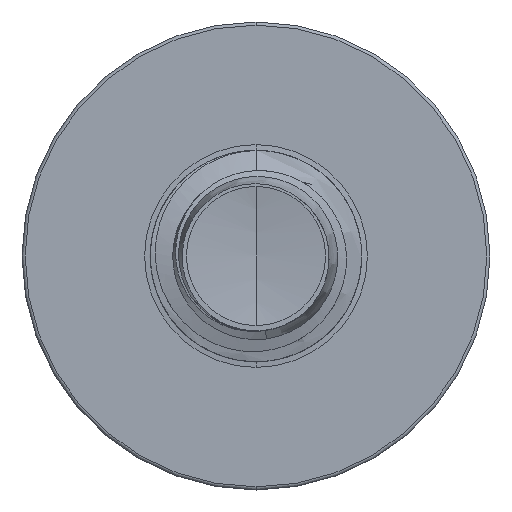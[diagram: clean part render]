
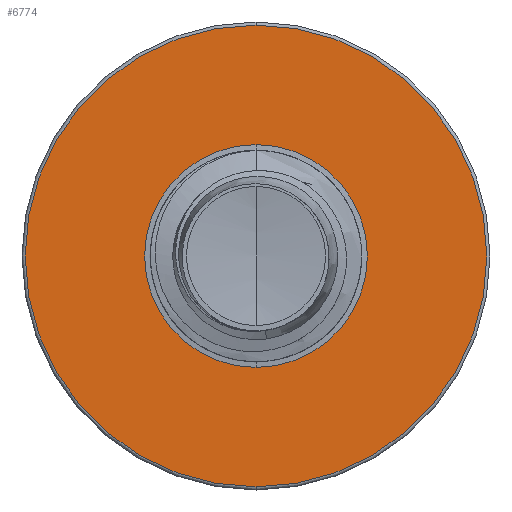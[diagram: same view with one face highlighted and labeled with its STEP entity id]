
A CAD part, front view. The second image highlights one B-rep face of the part: STEP entity #6774.
In plain terms, the highlighted planar face has unit normal (0, -1, 0).
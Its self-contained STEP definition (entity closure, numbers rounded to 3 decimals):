
#1463 = DIRECTION ( 'NONE',  ( 0., 1., 0. ) ) ;
#3943 = AXIS2_PLACEMENT_3D ( 'NONE', #10777, #28713, #13646 ) ;
#3964 = CIRCLE ( 'NONE', #7790, 7.645 ) ;
#4010 = EDGE_CURVE ( 'NONE', #4092, #19203, #9618, .T. ) ;
#4092 = VERTEX_POINT ( 'NONE', #29448 ) ;
#5232 = FACE_BOUND ( 'NONE', #5699, .T. ) ;
#5665 = FACE_OUTER_BOUND ( 'NONE', #18540, .T. ) ;
#5699 = EDGE_LOOP ( 'NONE', ( #9729, #10286 ) ) ;
#6019 = DIRECTION ( 'NONE',  ( 0., 1., 0. ) ) ;
#6264 = AXIS2_PLACEMENT_3D ( 'NONE', #30131, #29870, #29722 ) ;
#6774 = ADVANCED_FACE ( 'NONE', ( #5665, #5232 ), #27763, .F. ) ;
#7790 = AXIS2_PLACEMENT_3D ( 'NONE', #19232, #1463, #22166 ) ;
#8244 = CIRCLE ( 'NONE', #17692, 3.689 ) ;
#9267 = ORIENTED_EDGE ( 'NONE', *, *, #23318, .F. ) ;
#9435 = ORIENTED_EDGE ( 'NONE', *, *, #4010, .F. ) ;
#9618 = CIRCLE ( 'NONE', #6264, 7.645 ) ;
#9729 = ORIENTED_EDGE ( 'NONE', *, *, #20959, .T. ) ;
#9969 = VERTEX_POINT ( 'NONE', #33934 ) ;
#10286 = ORIENTED_EDGE ( 'NONE', *, *, #33485, .T. ) ;
#10698 = CIRCLE ( 'NONE', #3943, 3.689 ) ;
#10777 = CARTESIAN_POINT ( 'NONE',  ( 0., 25., 0. ) ) ;
#11786 = AXIS2_PLACEMENT_3D ( 'NONE', #33605, #27736, #27668 ) ;
#13646 = DIRECTION ( 'NONE',  ( 0., 0., 1. ) ) ;
#17692 = AXIS2_PLACEMENT_3D ( 'NONE', #22736, #6019, #25154 ) ;
#18540 = EDGE_LOOP ( 'NONE', ( #9267, #9435 ) ) ;
#19203 = VERTEX_POINT ( 'NONE', #25777 ) ;
#19232 = CARTESIAN_POINT ( 'NONE',  ( 0., 25., 0. ) ) ;
#19978 = CARTESIAN_POINT ( 'NONE',  ( 0., 25., -3.689 ) ) ;
#20959 = EDGE_CURVE ( 'NONE', #9969, #23760, #10698, .T. ) ;
#22166 = DIRECTION ( 'NONE',  ( 0., 0., 1. ) ) ;
#22736 = CARTESIAN_POINT ( 'NONE',  ( 0., 25., 0. ) ) ;
#23318 = EDGE_CURVE ( 'NONE', #19203, #4092, #3964, .T. ) ;
#23760 = VERTEX_POINT ( 'NONE', #19978 ) ;
#25154 = DIRECTION ( 'NONE',  ( 0., 0., 1. ) ) ;
#25777 = CARTESIAN_POINT ( 'NONE',  ( 0., 25., 7.645 ) ) ;
#27668 = DIRECTION ( 'NONE',  ( 0., 0., 1. ) ) ;
#27736 = DIRECTION ( 'NONE',  ( 0., 1., 0. ) ) ;
#27763 = PLANE ( 'NONE',  #11786 ) ;
#28713 = DIRECTION ( 'NONE',  ( 0., 1., 0. ) ) ;
#29448 = CARTESIAN_POINT ( 'NONE',  ( 0., 25., -7.645 ) ) ;
#29722 = DIRECTION ( 'NONE',  ( 0., 0., 1. ) ) ;
#29870 = DIRECTION ( 'NONE',  ( 0., 1., 0. ) ) ;
#30131 = CARTESIAN_POINT ( 'NONE',  ( 0., 25., 0. ) ) ;
#33485 = EDGE_CURVE ( 'NONE', #23760, #9969, #8244, .T. ) ;
#33605 = CARTESIAN_POINT ( 'NONE',  ( 0., 25., -3.689 ) ) ;
#33934 = CARTESIAN_POINT ( 'NONE',  ( 0., 25., 3.689 ) ) ;
